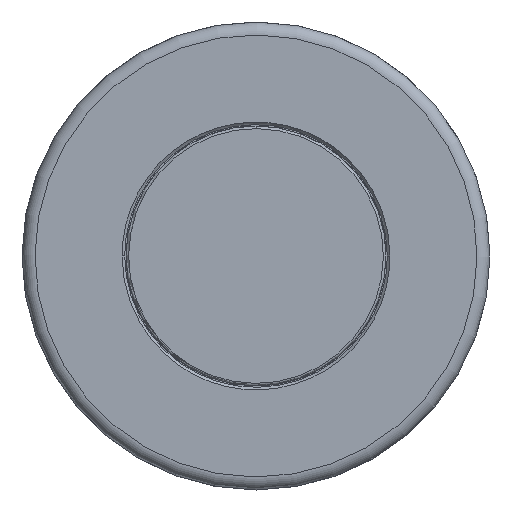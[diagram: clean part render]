
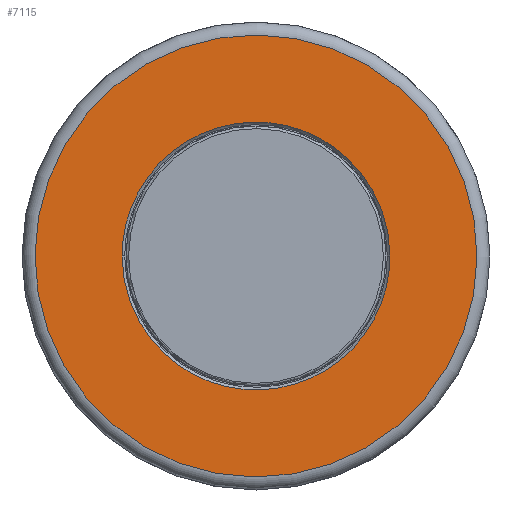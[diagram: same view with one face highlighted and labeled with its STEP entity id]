
A CAD part, front view. The second image highlights one B-rep face of the part: STEP entity #7115.
In plain terms, the highlighted planar face has unit normal (0, -1, 0).
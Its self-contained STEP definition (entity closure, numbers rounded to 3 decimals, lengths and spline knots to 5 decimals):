
#90=FACE_BOUND('',#805,.T.);
#147=PLANE('',#7459);
#396=FACE_OUTER_BOUND('',#804,.T.);
#804=EDGE_LOOP('',(#5391));
#805=EDGE_LOOP('',(#5392,#5393));
#1939=CIRCLE('',#7449,0.33465);
#2313=B_SPLINE_CURVE_WITH_KNOTS('',3,(#35266,#35267,#35268,#35269,#35270,
#35271,#35272,#35273,#35274,#35275,#35276,#35277,#35278,#35279,#35280,#35281,
#35282,#35283,#35284,#35285,#35286,#35287),.UNSPECIFIED.,.F.,.F.,(4,2,2,
2,2,2,2,2,2,2,4),(-1.62441,-1.5206,-1.41675,
-1.21553,-1.01385,-0.8122,-0.61056,
-0.40888,-0.20766,-0.10381,0.),
 .UNSPECIFIED.);
#2314=B_SPLINE_CURVE_WITH_KNOTS('',3,(#35288,#35289,#35290,#35291,#35292,
#35293,#35294,#35295,#35296,#35297,#35298,#35299,#35300,#35301,#35302,#35303,
#35304,#35305,#35306,#35307,#35308,#35309),.UNSPECIFIED.,.F.,.F.,(4,2,2,
2,2,2,2,2,2,2,4),(-1.62441,-1.5206,-1.41675,
-1.21553,-1.01385,-0.8122,-0.61056,
-0.40888,-0.20766,-0.10381,0.),
 .UNSPECIFIED.);
#2900=VERTEX_POINT('',#34309);
#2906=VERTEX_POINT('',#35264);
#2907=VERTEX_POINT('',#35265);
#3790=EDGE_CURVE('',#2900,#2900,#1939,.T.);
#3806=EDGE_CURVE('',#2906,#2907,#2313,.T.);
#3807=EDGE_CURVE('',#2907,#2906,#2314,.T.);
#5391=ORIENTED_EDGE('',*,*,#3790,.T.);
#5392=ORIENTED_EDGE('',*,*,#3806,.F.);
#5393=ORIENTED_EDGE('',*,*,#3807,.F.);
#7115=ADVANCED_FACE('',(#396,#90),#147,.T.);
#7449=AXIS2_PLACEMENT_3D('',#34310,#7933,#7934);
#7459=AXIS2_PLACEMENT_3D('',#35263,#7957,#7958);
#7933=DIRECTION('center_axis',(0.,-1.,0.));
#7934=DIRECTION('ref_axis',(1.,0.,0.));
#7957=DIRECTION('center_axis',(0.,-1.,0.));
#7958=DIRECTION('ref_axis',(0.,0.,
1.));
#34309=CARTESIAN_POINT('',(-0.33464,-0.90551,0.00196));
#34310=CARTESIAN_POINT('Origin',(0.,-0.90551,
0.));
#35263=CARTESIAN_POINT('Origin',(0.,-0.90551,
0.34832));
#35264=CARTESIAN_POINT('',(-0.20276,-0.90551,0.));
#35265=CARTESIAN_POINT('',(0.20276,-0.90551,0.));
#35266=CARTESIAN_POINT('Ctrl Pts',(-0.20276,-0.90551,
0.));
#35267=CARTESIAN_POINT('Ctrl Pts',(-0.20276,-0.90551,
-0.01362));
#35268=CARTESIAN_POINT('Ctrl Pts',(-0.20138,-0.90551,
-0.0272));
#35269=CARTESIAN_POINT('Ctrl Pts',(-0.19593,-0.90551,
-0.05392));
#35270=CARTESIAN_POINT('Ctrl Pts',(-0.19187,-0.90551,
-0.06694));
#35271=CARTESIAN_POINT('Ctrl Pts',(-0.17619,-0.90551,
-0.10375));
#35272=CARTESIAN_POINT('Ctrl Pts',(-0.16123,-0.90551,
-0.12573));
#35273=CARTESIAN_POINT('Ctrl Pts',(-0.12374,-0.90551,
-0.16277));
#35274=CARTESIAN_POINT('Ctrl Pts',(-0.10152,-0.90551,
-0.17749));
#35275=CARTESIAN_POINT('Ctrl Pts',(-0.05262,-0.90551,
-0.19758));
#35276=CARTESIAN_POINT('Ctrl Pts',(-0.02646,-0.90551,
-0.20276));
#35277=CARTESIAN_POINT('Ctrl Pts',(0.02646,-0.90551,
-0.20276));
#35278=CARTESIAN_POINT('Ctrl Pts',(0.05262,-0.90551,
-0.19758));
#35279=CARTESIAN_POINT('Ctrl Pts',(0.10152,-0.90551,
-0.17749));
#35280=CARTESIAN_POINT('Ctrl Pts',(0.12374,-0.90551,
-0.16277));
#35281=CARTESIAN_POINT('Ctrl Pts',(0.16123,-0.90551,
-0.12573));
#35282=CARTESIAN_POINT('Ctrl Pts',(0.17619,-0.90551,
-0.10375));
#35283=CARTESIAN_POINT('Ctrl Pts',(0.19187,-0.90551,
-0.06694));
#35284=CARTESIAN_POINT('Ctrl Pts',(0.19593,-0.90551,
-0.05392));
#35285=CARTESIAN_POINT('Ctrl Pts',(0.20138,-0.90551,
-0.0272));
#35286=CARTESIAN_POINT('Ctrl Pts',(0.20276,-0.90551,
-0.01362));
#35287=CARTESIAN_POINT('Ctrl Pts',(0.20276,-0.90551,
0.));
#35288=CARTESIAN_POINT('Ctrl Pts',(0.20276,-0.90551,
0.));
#35289=CARTESIAN_POINT('Ctrl Pts',(0.20276,-0.90551,
0.01362));
#35290=CARTESIAN_POINT('Ctrl Pts',(0.20138,-0.90551,
0.0272));
#35291=CARTESIAN_POINT('Ctrl Pts',(0.19593,-0.90551,
0.05392));
#35292=CARTESIAN_POINT('Ctrl Pts',(0.19187,-0.90551,
0.06694));
#35293=CARTESIAN_POINT('Ctrl Pts',(0.17619,-0.90551,
0.10375));
#35294=CARTESIAN_POINT('Ctrl Pts',(0.16123,-0.90551,
0.12573));
#35295=CARTESIAN_POINT('Ctrl Pts',(0.12374,-0.90551,
0.16277));
#35296=CARTESIAN_POINT('Ctrl Pts',(0.10152,-0.90551,
0.17749));
#35297=CARTESIAN_POINT('Ctrl Pts',(0.05262,-0.90551,
0.19758));
#35298=CARTESIAN_POINT('Ctrl Pts',(0.02646,-0.90551,
0.20276));
#35299=CARTESIAN_POINT('Ctrl Pts',(-0.02646,-0.90551,
0.20276));
#35300=CARTESIAN_POINT('Ctrl Pts',(-0.05262,-0.90551,
0.19758));
#35301=CARTESIAN_POINT('Ctrl Pts',(-0.10152,-0.90551,
0.17749));
#35302=CARTESIAN_POINT('Ctrl Pts',(-0.12374,-0.90551,
0.16277));
#35303=CARTESIAN_POINT('Ctrl Pts',(-0.16123,-0.90551,
0.12573));
#35304=CARTESIAN_POINT('Ctrl Pts',(-0.17619,-0.90551,
0.10375));
#35305=CARTESIAN_POINT('Ctrl Pts',(-0.19187,-0.90551,
0.06694));
#35306=CARTESIAN_POINT('Ctrl Pts',(-0.19593,-0.90551,
0.05392));
#35307=CARTESIAN_POINT('Ctrl Pts',(-0.20138,-0.90551,
0.0272));
#35308=CARTESIAN_POINT('Ctrl Pts',(-0.20276,-0.90551,
0.01362));
#35309=CARTESIAN_POINT('Ctrl Pts',(-0.20276,-0.90551,
0.));
